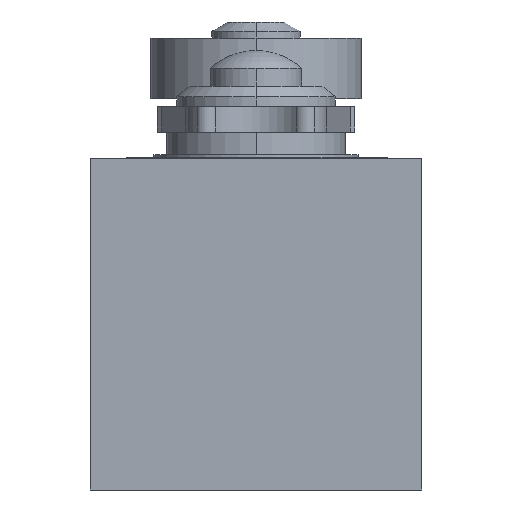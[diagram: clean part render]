
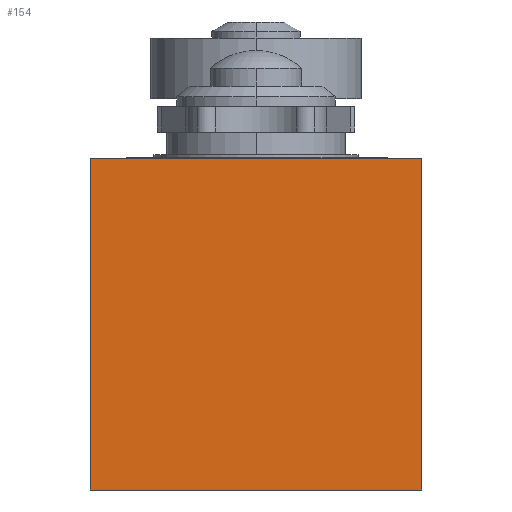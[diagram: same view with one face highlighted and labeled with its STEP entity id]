
A CAD part, front view. The second image highlights one B-rep face of the part: STEP entity #154.
In plain terms, the highlighted planar face has unit normal (0, -1, 0).
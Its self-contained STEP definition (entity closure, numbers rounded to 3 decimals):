
#154=ADVANCED_FACE('',(#406),#407,.T.);
#406=FACE_OUTER_BOUND('',#709,.T.);
#407=PLANE('',#710);
#709=EDGE_LOOP('',(#1647,#1648,#1649,#1650));
#710=AXIS2_PLACEMENT_3D('',#1651,#1652,#1653);
#1647=ORIENTED_EDGE('',*,*,#2301,.T.);
#1648=ORIENTED_EDGE('',*,*,#2299,.T.);
#1649=ORIENTED_EDGE('',*,*,#2302,.T.);
#1650=ORIENTED_EDGE('',*,*,#2288,.F.);
#1651=CARTESIAN_POINT('',(0.,-60.5,-1.0));
#1652=DIRECTION('',(0.,-1.0,0.0));
#1653=DIRECTION('',(1.0,0.,0.0));
#2288=EDGE_CURVE('',#2861,#2863,#2864,.T.);
#2299=EDGE_CURVE('',#2879,#2877,#2880,.T.);
#2301=EDGE_CURVE('',#2861,#2879,#2882,.T.);
#2302=EDGE_CURVE('',#2877,#2863,#2883,.T.);
#2861=VERTEX_POINT('',#3985);
#2863=VERTEX_POINT('',#3988);
#2864=LINE('',#3989,#3990);
#2877=VERTEX_POINT('',#4012);
#2879=VERTEX_POINT('',#4015);
#2880=LINE('',#4016,#4017);
#2882=LINE('',#4020,#4021);
#2883=LINE('',#4022,#4023);
#3985=CARTESIAN_POINT('',(-15.0,-60.5,0.));
#3988=CARTESIAN_POINT('',(-15.0,-60.5,30.0));
#3989=CARTESIAN_POINT('',(-15.0,-60.5,-1.0));
#3990=VECTOR('',#4624,1.0);
#4012=CARTESIAN_POINT('',(15.0,-60.5,30.0));
#4015=CARTESIAN_POINT('',(15.0,-60.5,0.));
#4016=CARTESIAN_POINT('',(15.0,-60.5,-1.0));
#4017=VECTOR('',#4635,1.0);
#4020=CARTESIAN_POINT('',(-8.,-60.5,0.));
#4021=VECTOR('',#4637,1.0);
#4022=CARTESIAN_POINT('',(-8.,-60.5,30.0));
#4023=VECTOR('',#4638,1.0);
#4624=DIRECTION('',(0.0,0.0,1.0));
#4635=DIRECTION('',(0.0,0.0,1.0));
#4637=DIRECTION('',(1.0,0.,0.));
#4638=DIRECTION('',(-1.0,0.,0.));
